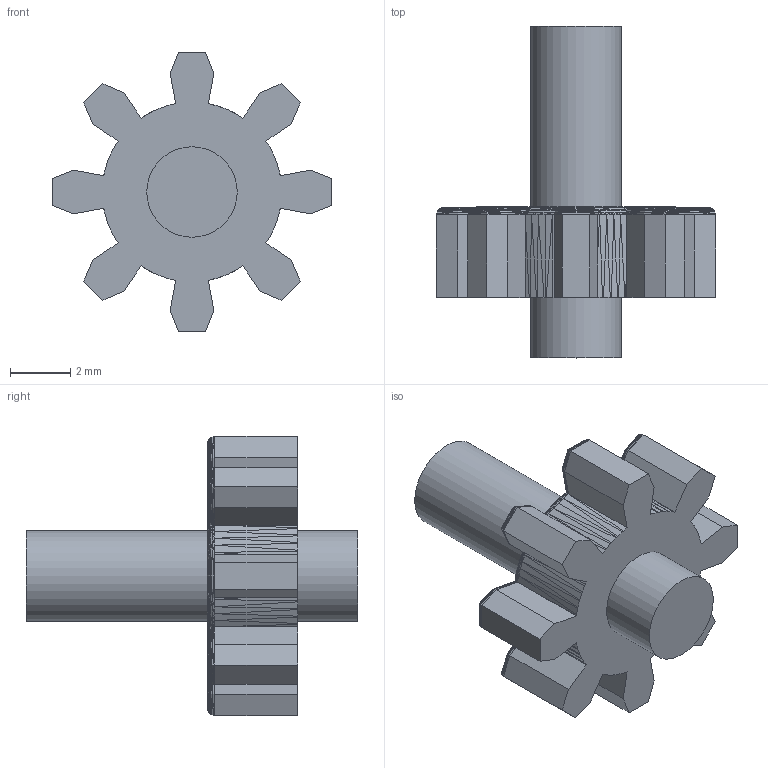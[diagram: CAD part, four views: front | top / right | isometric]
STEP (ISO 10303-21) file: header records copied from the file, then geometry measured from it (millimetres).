
FILE_DESCRIPTION(('STEP AP242'), '1');
FILE_NAME('Gear', '', ('UNSPECIFIED'), ('UNSPECIFIED'), 'C3D Converter', 'C3D Toolkit', '');
FILE_SCHEMA(('AP242_MANAGED_MODEL_BASED_3D_ENGINEERING_MIM_LF { 1 0 10303 442 1 1 4 }'));
Length unit declared in the file: millimetre
Bounding box: 9.25 x 11 x 9.25 mm (x, y, z)
Volume: 188.5 mm3; surface area: 295.3 mm2
Topology: 1 solids, 1 shells, 1318 faces, 2193 edges, 879 vertices
Faces by surface type: plane 1316, cylinder 2
Full cylindrical faces by diameter (mm): 3 x2
Entity records: 27699 total; most frequent: DIRECTION 4833, CARTESIAN_POINT 4389, ORIENTED_EDGE 4382, EDGE_CURVE 2191, LINE 2187, VECTOR 2187, AXIS2_PLACEMENT_3D 1323, EDGE_LOOP 1322
